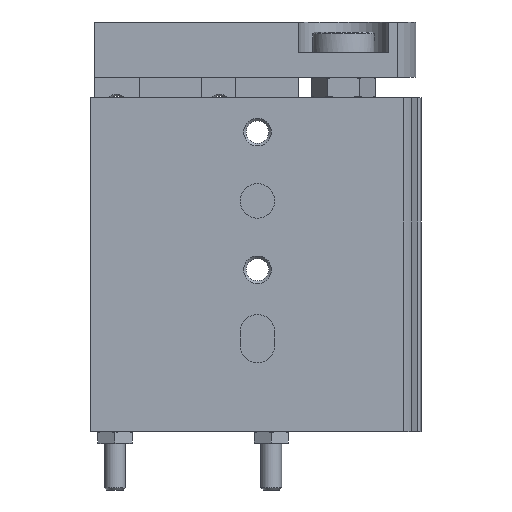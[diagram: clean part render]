
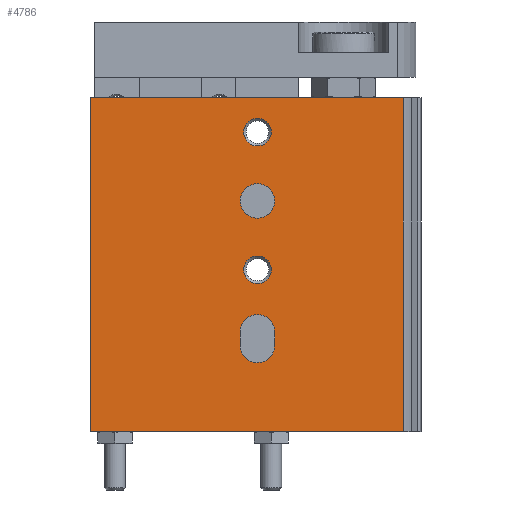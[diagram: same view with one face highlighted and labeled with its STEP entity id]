
A CAD part, front view. The second image highlights one B-rep face of the part: STEP entity #4786.
In plain terms, the highlighted planar face has unit normal (0, -1, 0).
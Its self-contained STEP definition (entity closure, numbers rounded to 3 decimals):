
#307=CIRCLE('',#5182,2.);
#308=CIRCLE('',#5183,2.5);
#309=CIRCLE('',#5184,2.5);
#310=CIRCLE('',#5185,2.5);
#311=CIRCLE('',#5186,2.);
#723=ORIENTED_EDGE('',*,*,#1994,.F.);
#724=ORIENTED_EDGE('',*,*,#1995,.F.);
#725=ORIENTED_EDGE('',*,*,#1996,.F.);
#726=ORIENTED_EDGE('',*,*,#1997,.F.);
#727=ORIENTED_EDGE('',*,*,#1998,.F.);
#728=ORIENTED_EDGE('',*,*,#1999,.F.);
#729=ORIENTED_EDGE('',*,*,#2000,.F.);
#730=ORIENTED_EDGE('',*,*,#1868,.T.);
#731=ORIENTED_EDGE('',*,*,#1908,.F.);
#732=ORIENTED_EDGE('',*,*,#1977,.F.);
#733=ORIENTED_EDGE('',*,*,#1993,.T.);
#1868=EDGE_CURVE('',#2541,#2540,#2991,.T.);
#1908=EDGE_CURVE('',#2577,#2540,#3011,.T.);
#1977=EDGE_CURVE('',#2626,#2577,#3053,.T.);
#1993=EDGE_CURVE('',#2626,#2541,#3068,.T.);
#1994=EDGE_CURVE('',#2627,#2627,#307,.T.);
#1995=EDGE_CURVE('',#2628,#2629,#3069,.T.);
#1996=EDGE_CURVE('',#2630,#2628,#308,.F.);
#1997=EDGE_CURVE('',#2631,#2630,#3070,.T.);
#1998=EDGE_CURVE('',#2629,#2631,#309,.F.);
#1999=EDGE_CURVE('',#2632,#2632,#310,.F.);
#2000=EDGE_CURVE('',#2633,#2633,#311,.T.);
#2540=VERTEX_POINT('',#7184);
#2541=VERTEX_POINT('',#7186);
#2577=VERTEX_POINT('',#7263);
#2626=VERTEX_POINT('',#7392);
#2627=VERTEX_POINT('',#7426);
#2628=VERTEX_POINT('',#7428);
#2629=VERTEX_POINT('',#7429);
#2630=VERTEX_POINT('',#7431);
#2631=VERTEX_POINT('',#7433);
#2632=VERTEX_POINT('',#7436);
#2633=VERTEX_POINT('',#7438);
#2991=LINE('',#7185,#3385);
#3011=LINE('',#7264,#3405);
#3053=LINE('',#7393,#3447);
#3068=LINE('',#7423,#3462);
#3069=LINE('',#7427,#3463);
#3070=LINE('',#7432,#3464);
#3385=VECTOR('',#5683,1000.);
#3405=VECTOR('',#5747,1000.);
#3447=VECTOR('',#5865,1000.);
#3462=VECTOR('',#5910,1000.);
#3463=VECTOR('',#5915,1000.);
#3464=VECTOR('',#5918,1000.);
#3788=EDGE_LOOP('',(#723));
#3789=EDGE_LOOP('',(#724,#725,#726,#727));
#3790=EDGE_LOOP('',(#728));
#3791=EDGE_LOOP('',(#729));
#3792=EDGE_LOOP('',(#730,#731,#732,#733));
#4203=FACE_BOUND('',#3788,.T.);
#4204=FACE_BOUND('',#3789,.T.);
#4205=FACE_BOUND('',#3790,.T.);
#4206=FACE_BOUND('',#3791,.T.);
#4207=FACE_BOUND('',#3792,.T.);
#4596=PLANE('',#5181);
#4786=ADVANCED_FACE('',(#4203,#4204,#4205,#4206,#4207),#4596,.F.);
#5181=AXIS2_PLACEMENT_3D('',#7424,#5911,#5912);
#5182=AXIS2_PLACEMENT_3D('',#7425,#5913,#5914);
#5183=AXIS2_PLACEMENT_3D('',#7430,#5916,#5917);
#5184=AXIS2_PLACEMENT_3D('',#7434,#5919,#5920);
#5185=AXIS2_PLACEMENT_3D('',#7435,#5921,#5922);
#5186=AXIS2_PLACEMENT_3D('',#7437,#5923,#5924);
#5683=DIRECTION('',(0.,0.,-1.));
#5747=DIRECTION('',(-1.,0.,0.));
#5865=DIRECTION('',(0.,0.,-1.));
#5910=DIRECTION('',(-1.,0.,0.));
#5911=DIRECTION('',(0.,1.,0.));
#5912=DIRECTION('',(0.,0.,1.));
#5913=DIRECTION('',(0.,-1.,0.));
#5914=DIRECTION('',(0.,0.,-1.));
#5915=DIRECTION('',(1.,0.,0.));
#5916=DIRECTION('',(0.,1.,0.));
#5917=DIRECTION('',(0.,0.,1.));
#5918=DIRECTION('',(-1.,0.,0.));
#5919=DIRECTION('',(0.,1.,0.));
#5920=DIRECTION('',(0.,0.,1.));
#5921=DIRECTION('',(0.,1.,0.));
#5922=DIRECTION('',(0.,0.,1.));
#5923=DIRECTION('',(0.,-1.,0.));
#5924=DIRECTION('',(0.,0.,-1.));
#7184=CARTESIAN_POINT('',(0.,0.,-24.));
#7185=CARTESIAN_POINT('',(0.,0.,21.368));
#7186=CARTESIAN_POINT('',(0.,0.,21.368));
#7263=CARTESIAN_POINT('',(48.5,0.,-24.));
#7264=CARTESIAN_POINT('',(48.5,0.,-24.));
#7392=CARTESIAN_POINT('',(48.5,0.,21.368));
#7393=CARTESIAN_POINT('',(48.5,0.,21.368));
#7423=CARTESIAN_POINT('',(48.5,0.,21.368));
#7424=CARTESIAN_POINT('',(48.5,0.,21.368));
#7425=CARTESIAN_POINT('',(5.,0.,0.2));
#7426=CARTESIAN_POINT('',(5.,0.,-1.8));
#7427=CARTESIAN_POINT('',(48.5,0.,-2.3));
#7428=CARTESIAN_POINT('',(34.,0.,-2.3));
#7429=CARTESIAN_POINT('',(36.,0.,-2.3));
#7430=CARTESIAN_POINT('',(34.,0.,0.2));
#7431=CARTESIAN_POINT('',(34.,0.,2.7));
#7432=CARTESIAN_POINT('',(48.5,0.,2.7));
#7433=CARTESIAN_POINT('',(36.,0.,2.7));
#7434=CARTESIAN_POINT('',(36.,0.,0.2));
#7435=CARTESIAN_POINT('',(15.,0.,0.2));
#7436=CARTESIAN_POINT('',(15.,0.,2.7));
#7437=CARTESIAN_POINT('',(25.,0.,0.2));
#7438=CARTESIAN_POINT('',(25.,0.,-1.8));
